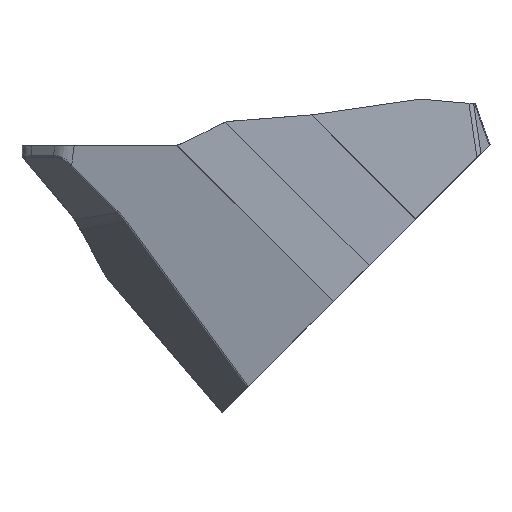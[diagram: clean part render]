
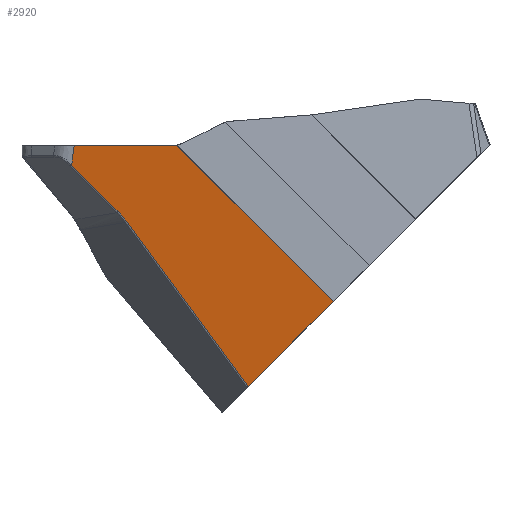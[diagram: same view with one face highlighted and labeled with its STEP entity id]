
A CAD part, left-side view. The second image highlights one B-rep face of the part: STEP entity #2920.
In plain terms, the highlighted planar face has unit normal (-0.988, 0.111, -0.111).
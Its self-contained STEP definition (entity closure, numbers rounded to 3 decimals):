
#30=PLANE('',#3121);
#117=LINE('',#4962,#298);
#159=LINE('',#5254,#340);
#161=LINE('',#5263,#342);
#162=LINE('',#5265,#343);
#163=LINE('',#5272,#344);
#164=LINE('',#5275,#345);
#298=VECTOR('',#3363,10.);
#340=VECTOR('',#3457,10.);
#342=VECTOR('',#3461,10.);
#343=VECTOR('',#3462,10.);
#344=VECTOR('',#3463,10.);
#345=VECTOR('',#3466,10.);
#502=ELLIPSE('',#3122,30.972,20.5);
#561=FACE_OUTER_BOUND('',#730,.T.);
#730=EDGE_LOOP('',(#2118,#2119,#2120,#2121,#2122,#2123,#2124,#2125,#2126));
#956=B_SPLINE_CURVE_WITH_KNOTS('',3,(#5258,#5259,#5260,#5261),
 .UNSPECIFIED.,.F.,.F.,(4,4),(0.,0.217),.UNSPECIFIED.);
#957=B_SPLINE_CURVE_WITH_KNOTS('',3,(#5267,#5268,#5269,#5270),
 .UNSPECIFIED.,.F.,.F.,(4,4),(-0.586,-0.219),
 .UNSPECIFIED.);
#1177=VERTEX_POINT('',#4959);
#1178=VERTEX_POINT('',#4961);
#1238=VERTEX_POINT('',#5247);
#1239=VERTEX_POINT('',#5257);
#1240=VERTEX_POINT('',#5262);
#1241=VERTEX_POINT('',#5264);
#1242=VERTEX_POINT('',#5266);
#1243=VERTEX_POINT('',#5271);
#1244=VERTEX_POINT('',#5273);
#1504=EDGE_CURVE('',#1177,#1178,#117,.F.);
#1579=EDGE_CURVE('',#1238,#1177,#159,.T.);
#1581=EDGE_CURVE('',#1239,#1238,#956,.T.);
#1582=EDGE_CURVE('',#1240,#1239,#161,.T.);
#1583=EDGE_CURVE('',#1240,#1241,#162,.T.);
#1584=EDGE_CURVE('',#1242,#1241,#957,.T.);
#1585=EDGE_CURVE('',#1243,#1242,#163,.T.);
#1586=EDGE_CURVE('',#1244,#1243,#502,.T.);
#1587=EDGE_CURVE('',#1178,#1244,#164,.T.);
#2118=ORIENTED_EDGE('',*,*,#1579,.F.);
#2119=ORIENTED_EDGE('',*,*,#1581,.F.);
#2120=ORIENTED_EDGE('',*,*,#1582,.F.);
#2121=ORIENTED_EDGE('',*,*,#1583,.T.);
#2122=ORIENTED_EDGE('',*,*,#1584,.F.);
#2123=ORIENTED_EDGE('',*,*,#1585,.F.);
#2124=ORIENTED_EDGE('',*,*,#1586,.F.);
#2125=ORIENTED_EDGE('',*,*,#1587,.F.);
#2126=ORIENTED_EDGE('',*,*,#1504,.F.);
#2920=ADVANCED_FACE('',(#561),#30,.F.);
#3121=AXIS2_PLACEMENT_3D('',#5256,#3459,#3460);
#3122=AXIS2_PLACEMENT_3D('',#5274,#3464,#3465);
#3363=DIRECTION('',(-0.156,-0.698,0.698));
#3457=DIRECTION('',(0.,-0.707,-0.707));
#3459=DIRECTION('center_axis',(0.988,-0.111,0.111));
#3460=DIRECTION('ref_axis',(-0.111,0.006,0.994));
#3461=DIRECTION('',(-0.111,-0.994,0.));
#3462=DIRECTION('',(0.111,0.994,0.));
#3463=DIRECTION('',(0.,0.707,0.707));
#3464=DIRECTION('center_axis',(-0.988,0.111,-0.111));
#3465=DIRECTION('ref_axis',(-0.135,-0.961,0.241));
#3466=DIRECTION('',(-0.024,0.593,0.805));
#4959=CARTESIAN_POINT('',(0.006,27.027,-27.027));
#4961=CARTESIAN_POINT('',(3.55,42.847,-42.847));
#4962=CARTESIAN_POINT('',(-3.349,12.05,-12.05));
#5247=CARTESIAN_POINT('',(0.006,56.154,2.099));
#5254=CARTESIAN_POINT('',(0.006,27.027,-27.027));
#5256=CARTESIAN_POINT('Origin',(-5.973,0.332,-0.332));
#5257=CARTESIAN_POINT('',(0.186,57.665,2.));
#5258=CARTESIAN_POINT('Ctrl Pts',(0.186,57.665,2.));
#5259=CARTESIAN_POINT('Ctrl Pts',(0.106,56.947,2.));
#5260=CARTESIAN_POINT('Ctrl Pts',(0.055,56.517,2.027));
#5261=CARTESIAN_POINT('Ctrl Pts',(0.006,56.154,
2.099));
#5262=CARTESIAN_POINT('',(1.,64.929,2.));
#5263=CARTESIAN_POINT('',(-3.247,27.005,2.));
#5264=CARTESIAN_POINT('',(2.16,75.288,2.));
#5265=CARTESIAN_POINT('',(-6.151,1.077,2.));
#5266=CARTESIAN_POINT('',(2.616,75.744,-1.61));
#5267=CARTESIAN_POINT('Ctrl Pts',(2.616,75.744,-1.61));
#5268=CARTESIAN_POINT('Ctrl Pts',(2.464,75.592,-0.407));
#5269=CARTESIAN_POINT('Ctrl Pts',(2.312,75.44,0.797));
#5270=CARTESIAN_POINT('Ctrl Pts',(2.16,75.288,2.));
#5271=CARTESIAN_POINT('',(2.616,67.116,-10.238));
#5272=CARTESIAN_POINT('',(2.616,38.677,-38.677));
#5273=CARTESIAN_POINT('',(2.644,65.509,-12.101));
#5274=CARTESIAN_POINT('Origin',(7.094,92.944,-24.396));
#5275=CARTESIAN_POINT('',(3.444,45.492,-39.259));
